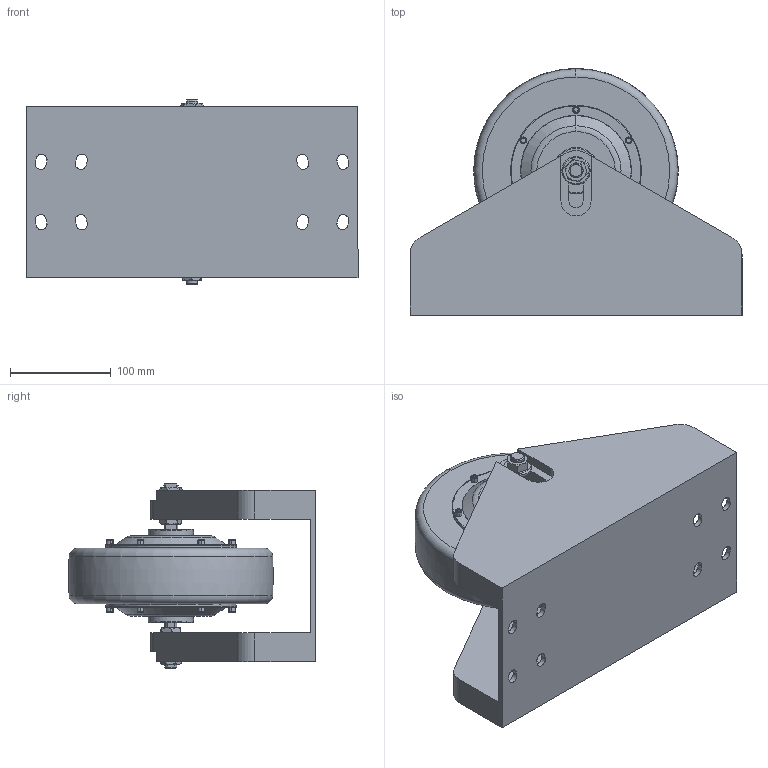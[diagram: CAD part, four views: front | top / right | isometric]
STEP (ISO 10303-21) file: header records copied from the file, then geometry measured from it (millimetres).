
FILE_DESCRIPTION (( 'STEP AP214' ), '1' );
FILE_NAME ('5-Drive 8 Zoll (vereinfacht).STEP', '2021-01-20T14:45:44', ( '' ), ( '' ), 'SwSTEP 2.0', 'SolidWorks 2020', '' );
FILE_SCHEMA (( 'AUTOMOTIVE_DESIGN' ));
Length unit declared in the file: millimetre
Products named in the file (1): 5-Drive 8 Zoll (vereinfacht)
Bounding box: 330 x 245.06 x 183 mm (x, y, z)
Volume: 4179484.5 mm3; surface area: 449734.6 mm2
Topology: 1 solids, 1 shells, 552 faces, 1611 edges, 997 vertices
Faces by surface type: cylinder 217, plane 204, torus 66, cone 53, bspline 12
Entity records: 23531 total; most frequent: CARTESIAN_POINT 9515, ORIENTED_EDGE 3222, DIRECTION 2702, EDGE_CURVE 1611, VERTEX_POINT 997, AXIS2_PLACEMENT_3D 975, LINE 752, VECTOR 752
